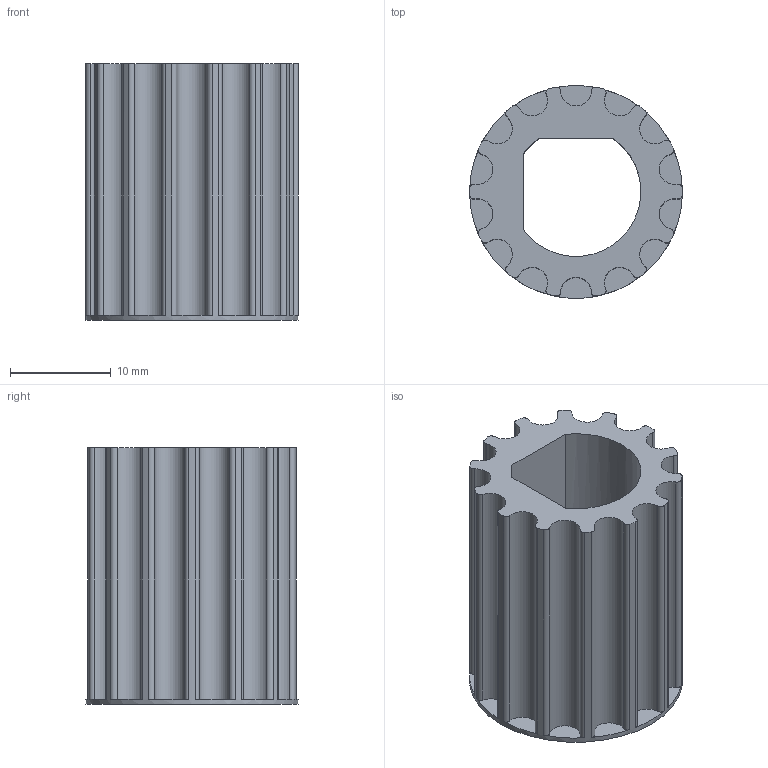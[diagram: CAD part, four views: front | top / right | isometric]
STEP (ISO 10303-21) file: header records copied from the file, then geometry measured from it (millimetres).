
FILE_DESCRIPTION(/* description */ (''),/* implementation_level */ '2;1');
FILE_NAME(/* name */ 'pulley_small v2.step',/* time_stamp */ '2024-07-17T15:32:00+02:00',/* author */ (''),/* organization */ (''),/* preprocessor_version */ 'ST-DEVELOPER v20',/* originating_system */ 'Autodesk Translation Framework v13.14.0.145',/* authorisation */ '');
FILE_SCHEMA (('AUTOMOTIVE_DESIGN { 1 0 10303 214 3 1 1 }'));
Length unit declared in the file: millimetre
Products named in the file (2): pulley_small; HTD 5M Pulley
Assembly tree (1 placements, depth 2):
  pulley_small
    HTD 5M Pulley
Bounding box: 21.14 x 21.14 x 25.5 mm (x, y, z)
Volume: 3942.2 mm3; surface area: 3860.6 mm2
Topology: 1 solids, 1 shells, 68 faces, 195 edges, 130 vertices
Faces by surface type: cylinder 46, plane 21, cone 1
Full cylindrical faces by diameter (mm): 12.911 x1, 21.139 x1
Entity records: 2362 total; most frequent: DIRECTION 463, CARTESIAN_POINT 396, ORIENTED_EDGE 390, AXIS2_PLACEMENT_3D 197, EDGE_CURVE 195, VERTEX_POINT 130, CIRCLE 122, EDGE_LOOP 71
